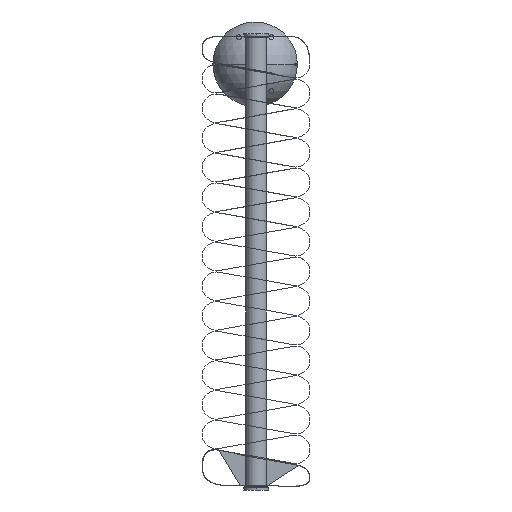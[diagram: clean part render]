
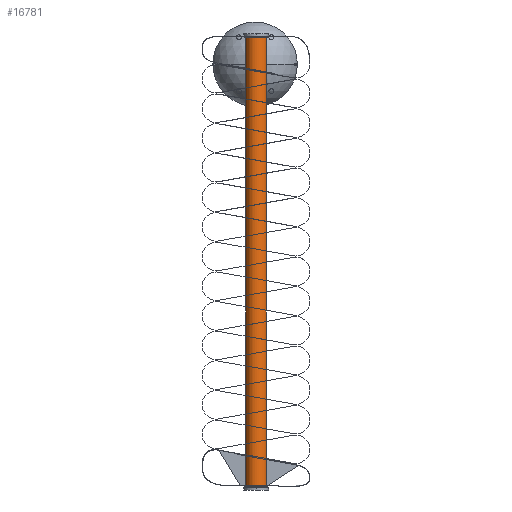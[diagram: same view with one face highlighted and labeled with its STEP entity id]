
A CAD part, front view. The second image highlights one B-rep face of the part: STEP entity #16781.
In plain terms, the highlighted cylindrical face has radius 20 mm (diameter 40 mm), a partial arc.
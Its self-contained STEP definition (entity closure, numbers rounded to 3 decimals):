
#174 = DIRECTION ( 'NONE',  ( 1., 0., 0. ) ) ;
#1954 = VERTEX_POINT ( 'NONE', #9055 ) ;
#2823 = FACE_OUTER_BOUND ( 'NONE', #13645, .T. ) ;
#3879 = EDGE_CURVE ( 'NONE', #17941, #16869, #26663, .T. ) ;
#4087 = CIRCLE ( 'NONE', #20535, 20. ) ;
#5634 = EDGE_CURVE ( 'NONE', #15075, #1954, #22357, .T. ) ;
#6700 = DIRECTION ( 'NONE',  ( 0., 0., 1. ) ) ;
#8906 = AXIS2_PLACEMENT_3D ( 'NONE', #27684, #9341, #14313 ) ;
#9055 = CARTESIAN_POINT ( 'NONE',  ( 19.2, -5.6, 416. ) ) ;
#9341 = DIRECTION ( 'NONE',  ( 0., 0., 1. ) ) ;
#9470 = EDGE_CURVE ( 'NONE', #17941, #15075, #4087, .T. ) ;
#10795 = DIRECTION ( 'NONE',  ( 1., 0., 0. ) ) ;
#11191 = DIRECTION ( 'NONE',  ( 0., 0., 1. ) ) ;
#12136 = VECTOR ( 'NONE', #11191, 1000. ) ;
#13645 = EDGE_LOOP ( 'NONE', ( #24858, #19388, #15041, #26011 ) ) ;
#14313 = DIRECTION ( 'NONE',  ( 1., 0., 0. ) ) ;
#15041 = ORIENTED_EDGE ( 'NONE', *, *, #9470, .T. ) ;
#15075 = VERTEX_POINT ( 'NONE', #26980 ) ;
#15174 = CARTESIAN_POINT ( 'NONE',  ( -19.2, -5.6, 416. ) ) ;
#16138 = EDGE_CURVE ( 'NONE', #16869, #1954, #21564, .T. ) ;
#16349 = CARTESIAN_POINT ( 'NONE',  ( -19.2, -5.6, -416. ) ) ;
#16781 = ADVANCED_FACE ( 'NONE', ( #2823 ), #27218, .T. ) ;
#16869 = VERTEX_POINT ( 'NONE', #15174 ) ;
#17941 = VERTEX_POINT ( 'NONE', #27584 ) ;
#19332 = DIRECTION ( 'NONE',  ( 0., 0., 1. ) ) ;
#19388 = ORIENTED_EDGE ( 'NONE', *, *, #3879, .F. ) ;
#20324 = CARTESIAN_POINT ( 'NONE',  ( 0., 0., -416. ) ) ;
#20453 = CARTESIAN_POINT ( 'NONE',  ( 19.2, -5.6, -416. ) ) ;
#20535 = AXIS2_PLACEMENT_3D ( 'NONE', #26355, #19332, #10795 ) ;
#21564 = CIRCLE ( 'NONE', #8906, 20. ) ;
#22357 = LINE ( 'NONE', #20453, #12136 ) ;
#22667 = DIRECTION ( 'NONE',  ( 0., 0., 1. ) ) ;
#24280 = VECTOR ( 'NONE', #6700, 1000. ) ;
#24858 = ORIENTED_EDGE ( 'NONE', *, *, #16138, .F. ) ;
#26011 = ORIENTED_EDGE ( 'NONE', *, *, #5634, .T. ) ;
#26355 = CARTESIAN_POINT ( 'NONE',  ( 0., 0., -416. ) ) ;
#26663 = LINE ( 'NONE', #16349, #24280 ) ;
#26980 = CARTESIAN_POINT ( 'NONE',  ( 19.2, -5.6, -416. ) ) ;
#27218 = CYLINDRICAL_SURFACE ( 'NONE', #28112, 20. ) ;
#27584 = CARTESIAN_POINT ( 'NONE',  ( -19.2, -5.6, -416. ) ) ;
#27684 = CARTESIAN_POINT ( 'NONE',  ( 0., 0., 416. ) ) ;
#28112 = AXIS2_PLACEMENT_3D ( 'NONE', #20324, #22667, #174 ) ;
